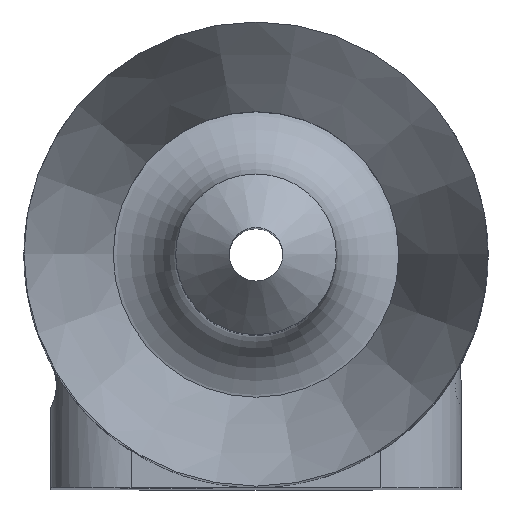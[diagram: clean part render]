
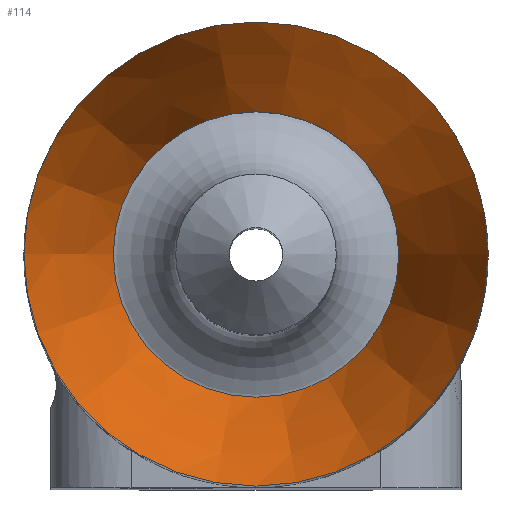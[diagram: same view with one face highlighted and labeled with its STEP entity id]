
A CAD part, top view. The second image highlights one B-rep face of the part: STEP entity #114.
In plain terms, the highlighted conical face has half-angle 21.801 degrees and reference radius 5.2 mm.
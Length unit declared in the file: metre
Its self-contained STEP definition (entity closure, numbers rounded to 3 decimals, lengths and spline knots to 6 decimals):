
#114 = ADVANCED_FACE( '', ( #274, #275 ), #276, .F. );
#274 = FACE_BOUND( '', #527, .T. );
#275 = FACE_OUTER_BOUND( '', #528, .T. );
#276 = CONICAL_SURFACE( '', #529, 0.0052, 0.381 );
#527 = EDGE_LOOP( '', ( #824 ) );
#528 = EDGE_LOOP( '', ( #825 ) );
#529 = AXIS2_PLACEMENT_3D( '', #826, #827, #828 );
#824 = ORIENTED_EDGE( '', *, *, #1323, .F. );
#825 = ORIENTED_EDGE( '', *, *, #1324, .T. );
#826 = CARTESIAN_POINT( '', ( 0., 0., 0.02 ) );
#827 = DIRECTION( '', ( 0., 0., 1. ) );
#828 = DIRECTION( '', ( 1., 0., 0. ) );
#1323 = EDGE_CURVE( '', #1586, #1586, #1587, .T. );
#1324 = EDGE_CURVE( '', #1588, #1588, #1589, .T. );
#1586 = VERTEX_POINT( '', #2123 );
#1587 = CIRCLE( '', #2124, 0.0032 );
#1588 = VERTEX_POINT( '', #2125 );
#1589 = CIRCLE( '', #2126, 0.0052 );
#2123 = CARTESIAN_POINT( '', ( 0.0032, 0., 0.015 ) );
#2124 = AXIS2_PLACEMENT_3D( '', #3169, #3170, #3171 );
#2125 = CARTESIAN_POINT( '', ( 0.0052, 0., 0.02 ) );
#2126 = AXIS2_PLACEMENT_3D( '', #3172, #3173, #3174 );
#3169 = CARTESIAN_POINT( '', ( 0., 0., 0.015 ) );
#3170 = DIRECTION( '', ( 0., 0., 1. ) );
#3171 = DIRECTION( '', ( 1., 0., 0. ) );
#3172 = CARTESIAN_POINT( '', ( 0., 0., 0.02 ) );
#3173 = DIRECTION( '', ( 0., 0., 1. ) );
#3174 = DIRECTION( '', ( 1., 0., 0. ) );
